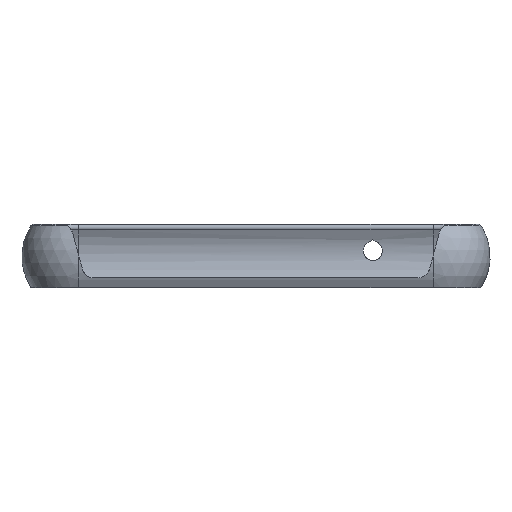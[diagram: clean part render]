
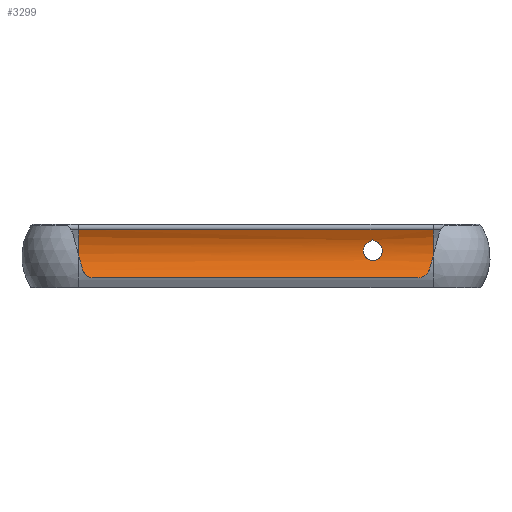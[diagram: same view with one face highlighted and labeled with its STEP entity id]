
A CAD part, front view. The second image highlights one B-rep face of the part: STEP entity #3299.
In plain terms, the highlighted cylindrical face has radius 8.1 mm (diameter 16.2 mm), a partial arc.
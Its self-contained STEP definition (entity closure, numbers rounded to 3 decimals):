
#1421 = VERTEX_POINT('',#1422);
#1422 = CARTESIAN_POINT('',(29.55,78.915,0.));
#1429 = EDGE_CURVE('',#1430,#1421,#1432,.T.);
#1430 = VERTEX_POINT('',#1431);
#1431 = CARTESIAN_POINT('',(-29.55,78.915,0.));
#1432 = LINE('',#1433,#1434);
#1433 = CARTESIAN_POINT('',(-29.55,78.915,0.));
#1434 = VECTOR('',#1435,1.);
#1435 = DIRECTION('',(1.,0.,0.));
#1978 = EDGE_CURVE('',#1421,#1979,#1981,.T.);
#1979 = VERTEX_POINT('',#1980);
#1980 = CARTESIAN_POINT('',(29.55,78.915,8.1));
#1981 = CIRCLE('',#1982,8.1);
#1982 = AXIS2_PLACEMENT_3D('',#1983,#1984,#1985);
#1983 = CARTESIAN_POINT('',(29.55,71.9,4.05));
#1984 = DIRECTION('',(1.,-0.,0.));
#1985 = DIRECTION('',(0.,1.,0.));
#3299 = ADVANCED_FACE('',(#3300,#3319),#3423,.F.);
#3300 = FACE_BOUND('',#3301,.F.);
#3301 = EDGE_LOOP('',(#3302,#3303,#3312,#3318));
#3302 = ORIENTED_EDGE('',*,*,#1429,.F.);
#3303 = ORIENTED_EDGE('',*,*,#3304,.F.);
#3304 = EDGE_CURVE('',#3305,#1430,#3307,.T.);
#3305 = VERTEX_POINT('',#3306);
#3306 = CARTESIAN_POINT('',(-29.55,78.915,8.1));
#3307 = CIRCLE('',#3308,8.1);
#3308 = AXIS2_PLACEMENT_3D('',#3309,#3310,#3311);
#3309 = CARTESIAN_POINT('',(-29.55,71.9,4.05));
#3310 = DIRECTION('',(-1.,0.,0.));
#3311 = DIRECTION('',(0.,1.,0.));
#3312 = ORIENTED_EDGE('',*,*,#3313,.T.);
#3313 = EDGE_CURVE('',#3305,#1979,#3314,.T.);
#3314 = LINE('',#3315,#3316);
#3315 = CARTESIAN_POINT('',(-29.55,78.915,8.1));
#3316 = VECTOR('',#3317,1.);
#3317 = DIRECTION('',(1.,0.,0.));
#3318 = ORIENTED_EDGE('',*,*,#1978,.F.);
#3319 = FACE_BOUND('',#3320,.F.);
#3320 = EDGE_LOOP('',(#3321,#3342,#3379,#3390,#3407,#3416));
#3321 = ORIENTED_EDGE('',*,*,#3322,.T.);
#3322 = EDGE_CURVE('',#3323,#3325,#3327,.T.);
#3323 = VERTEX_POINT('',#3324);
#3324 = CARTESIAN_POINT('',(18.748,79.771,
    5.962));
#3325 = VERTEX_POINT('',#3326);
#3326 = CARTESIAN_POINT('',(17.98,80.,4.05));
#3327 = B_SPLINE_CURVE_WITH_KNOTS('',7,(#3328,#3329,#3330,#3331,#3332,
    #3333,#3334,#3335,#3336,#3337,#3338,#3339,#3340,#3341),
  .UNSPECIFIED.,.F.,.F.,(8,6,8),(0.,0.563,1.),.UNSPECIFIED.);
#3328 = CARTESIAN_POINT('',(18.748,79.771,
    5.962));
#3329 = CARTESIAN_POINT('',(18.611,79.789,
    5.889));
#3330 = CARTESIAN_POINT('',(18.478,79.81,
    5.799));
#3331 = CARTESIAN_POINT('',(18.353,79.834,
    5.69));
#3332 = CARTESIAN_POINT('',(18.239,79.86,
    5.564));
#3333 = CARTESIAN_POINT('',(18.137,79.886,
    5.42));
#3334 = CARTESIAN_POINT('',(18.053,79.911,
    5.259));
#3335 = CARTESIAN_POINT('',(17.943,79.952,
    4.945));
#3336 = CARTESIAN_POINT('',(17.908,79.968,
    4.799));
#3337 = CARTESIAN_POINT('',(17.888,79.981,
    4.647));
#3338 = CARTESIAN_POINT('',(17.886,79.991,4.492
    ));
#3339 = CARTESIAN_POINT('',(17.902,79.997,
    4.339));
#3340 = CARTESIAN_POINT('',(17.934,80.,4.19));
#3341 = CARTESIAN_POINT('',(17.98,80.,4.05));
#3342 = ORIENTED_EDGE('',*,*,#3343,.T.);
#3343 = EDGE_CURVE('',#3325,#3344,#3346,.T.);
#3344 = VERTEX_POINT('',#3345);
#3345 = CARTESIAN_POINT('',(21.02,80.,4.05));
#3346 = B_SPLINE_CURVE_WITH_KNOTS('',6,(#3347,#3348,#3349,#3350,#3351,
    #3352,#3353,#3354,#3355,#3356,#3357,#3358,#3359,#3360,#3361,#3362,
    #3363,#3364,#3365,#3366,#3367,#3368,#3369,#3370,#3371,#3372,#3373,
    #3374,#3375,#3376,#3377,#3378),.UNSPECIFIED.,.F.,.F.,(7,5,5,5,5,5,7)
  ,(0.,0.134,0.227,0.5,0.699,
    0.864,1.),.UNSPECIFIED.);
#3347 = CARTESIAN_POINT('',(17.98,80.,4.05));
#3348 = CARTESIAN_POINT('',(18.013,80.,3.952));
#3349 = CARTESIAN_POINT('',(18.052,79.999,
    3.857));
#3350 = CARTESIAN_POINT('',(18.098,79.996,
    3.768));
#3351 = CARTESIAN_POINT('',(18.149,79.992,
    3.684));
#3352 = CARTESIAN_POINT('',(18.205,79.988,
    3.605));
#3353 = CARTESIAN_POINT('',(18.307,79.98,
    3.482));
#3354 = CARTESIAN_POINT('',(18.351,79.977,
    3.434));
#3355 = CARTESIAN_POINT('',(18.396,79.973,
    3.389));
#3356 = CARTESIAN_POINT('',(18.443,79.97,3.346
    ));
#3357 = CARTESIAN_POINT('',(18.491,79.966,3.306
    ));
#3358 = CARTESIAN_POINT('',(18.685,79.952,3.161
    ));
#3359 = CARTESIAN_POINT('',(18.84,79.942,
    3.076));
#3360 = CARTESIAN_POINT('',(19.001,79.934,
    3.013));
#3361 = CARTESIAN_POINT('',(19.166,79.928,
    2.971));
#3362 = CARTESIAN_POINT('',(19.333,79.925,2.95));
#3363 = CARTESIAN_POINT('',(19.622,79.925,2.95));
#3364 = CARTESIAN_POINT('',(19.744,79.926,
    2.961));
#3365 = CARTESIAN_POINT('',(19.865,79.93,
    2.984));
#3366 = CARTESIAN_POINT('',(19.985,79.934,
    3.017));
#3367 = CARTESIAN_POINT('',(20.103,79.94,
    3.062));
#3368 = CARTESIAN_POINT('',(20.31,79.952,
    3.166));
#3369 = CARTESIAN_POINT('',(20.402,79.958,
    3.221));
#3370 = CARTESIAN_POINT('',(20.49,79.964,
    3.284));
#3371 = CARTESIAN_POINT('',(20.575,79.971,
    3.356));
#3372 = CARTESIAN_POINT('',(20.654,79.977,
    3.436));
#3373 = CARTESIAN_POINT('',(20.79,79.988,
    3.598));
#3374 = CARTESIAN_POINT('',(20.847,79.992,
    3.678));
#3375 = CARTESIAN_POINT('',(20.9,79.996,
    3.763));
#3376 = CARTESIAN_POINT('',(20.947,79.999,
    3.854));
#3377 = CARTESIAN_POINT('',(20.987,80.,3.95));
#3378 = CARTESIAN_POINT('',(21.02,80.,4.05));
#3379 = ORIENTED_EDGE('',*,*,#3380,.T.);
#3380 = EDGE_CURVE('',#3344,#3381,#3383,.T.);
#3381 = VERTEX_POINT('',#3382);
#3382 = CARTESIAN_POINT('',(21.1,79.985,4.55));
#3383 = B_SPLINE_CURVE_WITH_KNOTS('',5,(#3384,#3385,#3386,#3387,#3388,
    #3389),.UNSPECIFIED.,.F.,.F.,(6,6),(0.,1.),
  .PIECEWISE_BEZIER_KNOTS.);
#3384 = CARTESIAN_POINT('',(21.02,80.,4.05));
#3385 = CARTESIAN_POINT('',(21.051,80.,4.145));
#3386 = CARTESIAN_POINT('',(21.075,79.999,
    4.243));
#3387 = CARTESIAN_POINT('',(21.092,79.996,
    4.345));
#3388 = CARTESIAN_POINT('',(21.1,79.991,4.447));
#3389 = CARTESIAN_POINT('',(21.1,79.985,4.55));
#3390 = ORIENTED_EDGE('',*,*,#3391,.T.);
#3391 = EDGE_CURVE('',#3381,#3392,#3394,.T.);
#3392 = VERTEX_POINT('',#3393);
#3393 = CARTESIAN_POINT('',(20.252,79.771,
    5.962));
#3394 = B_SPLINE_CURVE_WITH_KNOTS('',6,(#3395,#3396,#3397,#3398,#3399,
    #3400,#3401,#3402,#3403,#3404,#3405,#3406),.UNSPECIFIED.,.F.,.F.,(7,
    5,7),(0.,0.446,1.),.UNSPECIFIED.);
#3395 = CARTESIAN_POINT('',(21.1,79.985,4.55));
#3396 = CARTESIAN_POINT('',(21.1,79.976,4.693));
#3397 = CARTESIAN_POINT('',(21.085,79.964,
    4.835));
#3398 = CARTESIAN_POINT('',(21.054,79.949,
    4.973));
#3399 = CARTESIAN_POINT('',(21.011,79.933,
    5.105));
#3400 = CARTESIAN_POINT('',(20.955,79.915,
    5.228));
#3401 = CARTESIAN_POINT('',(20.811,79.874,
    5.482));
#3402 = CARTESIAN_POINT('',(20.716,79.85,
    5.608));
#3403 = CARTESIAN_POINT('',(20.611,79.827,5.719
    ));
#3404 = CARTESIAN_POINT('',(20.497,79.806,
    5.815));
#3405 = CARTESIAN_POINT('',(20.377,79.787,
    5.896));
#3406 = CARTESIAN_POINT('',(20.252,79.771,
    5.962));
#3407 = ORIENTED_EDGE('',*,*,#3408,.F.);
#3408 = EDGE_CURVE('',#3409,#3392,#3411,.T.);
#3409 = VERTEX_POINT('',#3410);
#3410 = CARTESIAN_POINT('',(19.5,79.663,6.362));
#3411 = ELLIPSE('',#3412,17.242,8.1);
#3412 = AXIS2_PLACEMENT_3D('',#3413,#3414,#3415);
#3413 = CARTESIAN_POINT('',(23.845,71.9,4.05));
#3414 = DIRECTION('',(-0.47,0.,
    -0.883));
#3415 = DIRECTION('',(0.883,0.,-0.47
    ));
#3416 = ORIENTED_EDGE('',*,*,#3417,.F.);
#3417 = EDGE_CURVE('',#3323,#3409,#3418,.T.);
#3418 = ELLIPSE('',#3419,17.242,8.1);
#3419 = AXIS2_PLACEMENT_3D('',#3420,#3421,#3422);
#3420 = CARTESIAN_POINT('',(15.155,71.9,4.05));
#3421 = DIRECTION('',(0.47,0.,-0.883
    ));
#3422 = DIRECTION('',(0.883,0.,0.47)
  );
#3423 = CYLINDRICAL_SURFACE('',#3424,8.1);
#3424 = AXIS2_PLACEMENT_3D('',#3425,#3426,#3427);
#3425 = CARTESIAN_POINT('',(-29.55,71.9,4.05));
#3426 = DIRECTION('',(1.,0.,0.));
#3427 = DIRECTION('',(0.,1.,0.));
